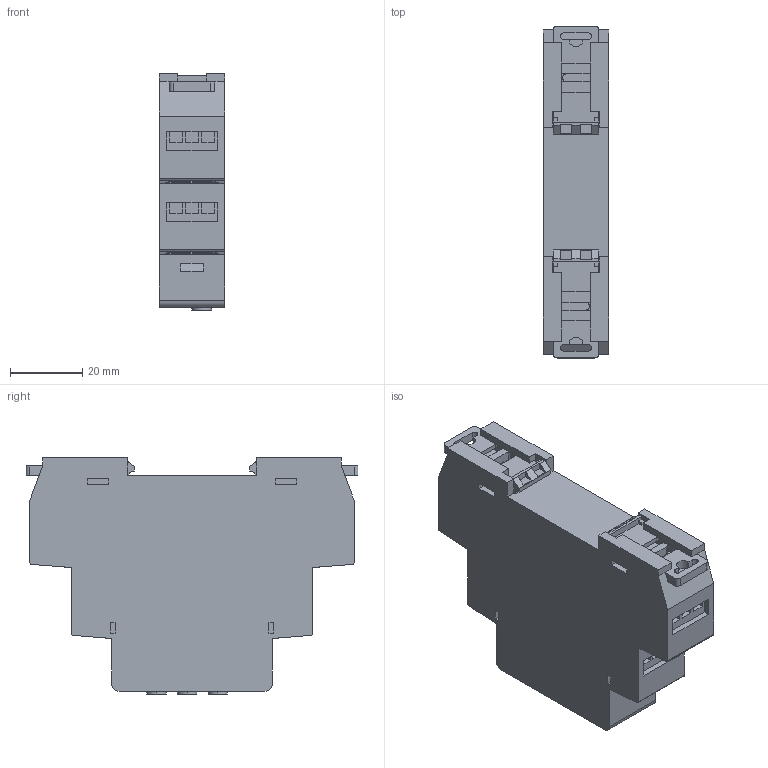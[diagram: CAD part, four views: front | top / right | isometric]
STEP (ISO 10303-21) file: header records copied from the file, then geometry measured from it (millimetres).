
FILE_DESCRIPTION (( 'STEP AP203' ), '1' );
FILE_NAME ('RKF-34.ÃÌ Ðåëå êîíòðîëÿ ôàç RKF-34 EKF PROxima.STEP', '2024-09-06T12:21:38', ( '' ), ( '' ), 'SwSTEP 2.0', 'SolidWorks 2021', '' );
FILE_SCHEMA (( 'CONFIG_CONTROL_DESIGN' ));
Length unit declared in the file: millimetre
Products named in the file (4): Êîïèÿ Êîðïóñ RKF-34.ÃÌ Ðåëå êîíòðîëÿ ôàç RKF-34^RKF-34.ÃÌ Ðåëå êîíòðîëÿ ôàç RKF-34 EKF PROxima_00; Êîïèÿ Çàùåëêà RKF-31.ÃÌ Ðåëå êîíòðîëÿ ôàç RKF-31^RKF-34.ÃÌ Ðåëå êîíòðîëÿ ôàç RKF-34 EKF PROxima_00; RKF-34.ÃÌ Ðåëå êîíòðîëÿ ôàç RKF-34 EKF PROxima; Êîïèÿ Âèíò RKF-31.ÃÌ Ðåëå êîíòðîëÿ ôàç RKF-31^RKF-34.ÃÌ Ðåëå êîíòðîëÿ ôàç RKF-34 EKF PROxima_B18.6.7M - M3 x 0.5 x 6 Type I Cross Recessed FHMS --6N
Assembly tree (13 placements, depth 2):
  RKF-34.ÃÌ Ðåëå êîíòðîëÿ ôàç RKF-34 EKF PROxima
    Êîïèÿ Êîðïóñ RKF-34.ÃÌ Ðåëå êîíòðîëÿ ôàç RKF-34^RKF-34.ÃÌ Ðåëå êîíòðîëÿ ôàç RKF-34 EKF PROxima_00
    Êîïèÿ Çàùåëêà RKF-31.ÃÌ Ðåëå êîíòðîëÿ ôàç RKF-31^RKF-34.ÃÌ Ðåëå êîíòðîëÿ ôàç RKF-34 EKF PROxima_00  x2
    Êîïèÿ Âèíò RKF-31.ÃÌ Ðåëå êîíòðîëÿ ôàç RKF-31^RKF-34.ÃÌ Ðåëå êîíòðîëÿ ôàç RKF-34 EKF PROxima_B18.6.7M - M3 x 0.5 x 6 Type I Cross Recessed FHMS --6N  x10
Bounding box: 18.1 x 92.18 x 65.7 mm (x, y, z)
Volume: 76276.5 mm3; surface area: 22053.5 mm2
Topology: 13 solids, 13 shells, 720 faces, 1870 edges, 1212 vertices
Faces by surface type: plane 559, cylinder 141, cone 20
Entity records: 13401 total; most frequent: CARTESIAN_POINT 2291, ORIENTED_EDGE 2186, DIRECTION 2095, EDGE_CURVE 1093, LINE 911, VECTOR 911, VERTEX_POINT 724, AXIS2_PLACEMENT_3D 592
